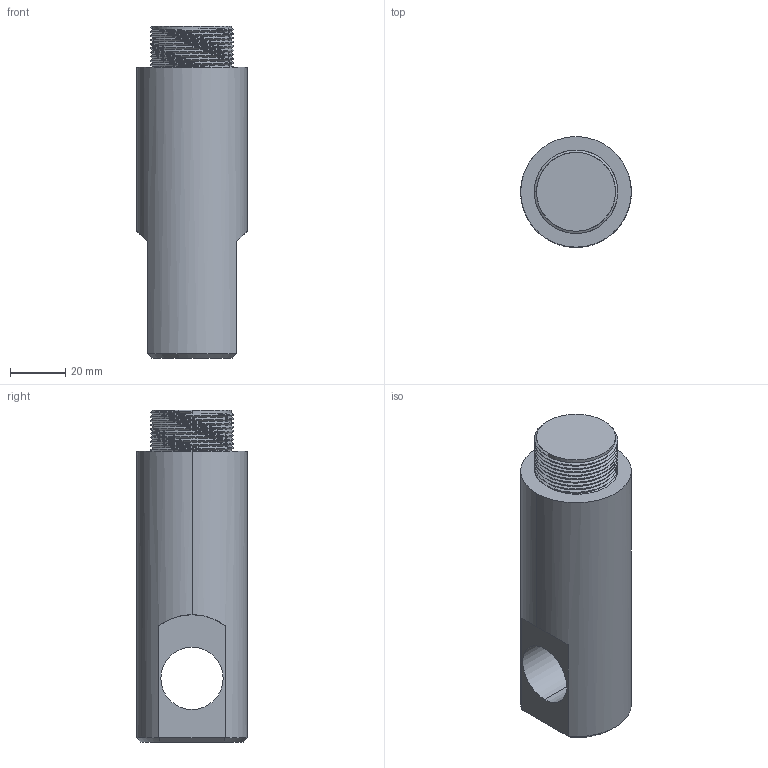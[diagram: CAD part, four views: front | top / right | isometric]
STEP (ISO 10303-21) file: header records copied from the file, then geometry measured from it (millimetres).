
FILE_DESCRIPTION (( 'STEP AP203' ), '1' );
FILE_NAME ('axe_Ø40.STEP', '2019-04-01T18:12:51', ( '' ), ( '' ), 'SwSTEP 2.0', 'SolidWorks 2018', '' );
FILE_SCHEMA (( 'CONFIG_CONTROL_DESIGN' ));
Length unit declared in the file: millimetre
Products named in the file (1): axe_ﾘ40
Bounding box: 40 x 40 x 120 mm (x, y, z)
Volume: 123215.7 mm3; surface area: 19093.1 mm2
Topology: 1 solids, 1 shells, 41 faces, 105 edges, 67 vertices
Faces by surface type: cylinder 28, plane 8, bspline 3, cone 2
Entity records: 2823 total; most frequent: CARTESIAN_POINT 1894, ORIENTED_EDGE 210, DIRECTION 147, EDGE_CURVE 105, VERTEX_POINT 67, AXIS2_PLACEMENT_3D 55, EDGE_LOOP 44, FACE_OUTER_BOUND 41
